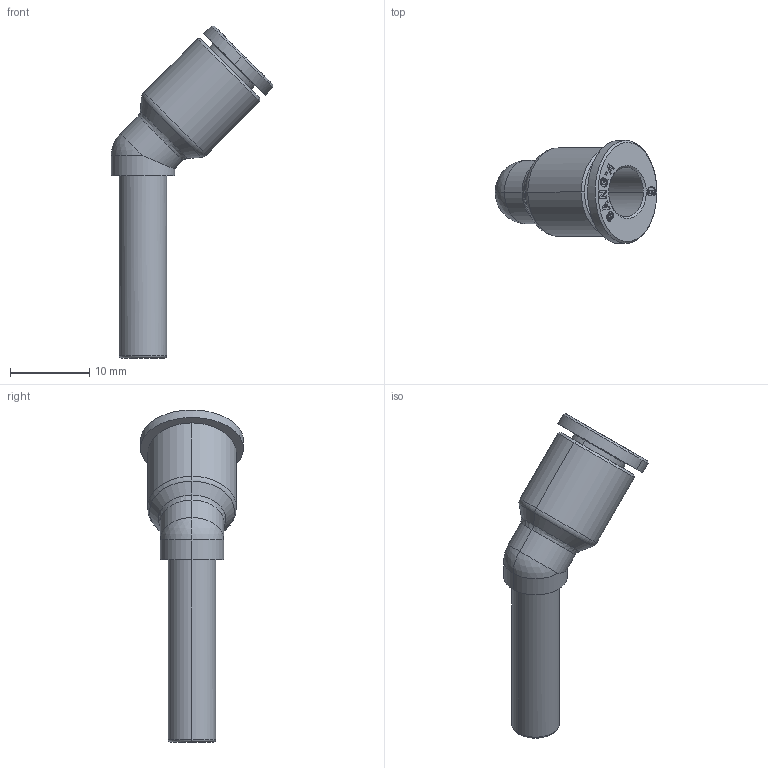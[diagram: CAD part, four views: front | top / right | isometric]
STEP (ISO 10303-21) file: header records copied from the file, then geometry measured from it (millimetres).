
FILE_DESCRIPTION((''),'2;1');
FILE_NAME('GPLJ45_06(3D).stp','2012-12-21T10:30:02',(''),(''),'Mechanical Desktop.R8.0.24.0','Mechanical Desktop.R8.0.24.0',', , ');
FILE_SCHEMA(('CONFIG_CONTROL_DESIGN'));
Length unit declared in the file: millimetre
Products named in the file (2): GPLJ45_06(3D); 睡ヶ1
Assembly tree (1 placements, depth 2):
  GPLJ45_06(3D)
    睡ヶ1
Bounding box: 20.4 x 13 x 41.9 mm (x, y, z)
Volume: 1835.3 mm3; surface area: 1668.7 mm2
Topology: 1 solids, 1 shells, 237 faces, 645 edges, 424 vertices
Faces by surface type: plane 170, bspline 32, cylinder 23, cone 6, torus 4, sphere 2
Entity records: 8458 total; most frequent: CARTESIAN_POINT 2386, ORIENTED_EDGE 1290, DIRECTION 1169, EDGE_CURVE 645, VECTOR 519, LINE 519, VERTEX_POINT 424, AXIS2_PLACEMENT_3D 325
